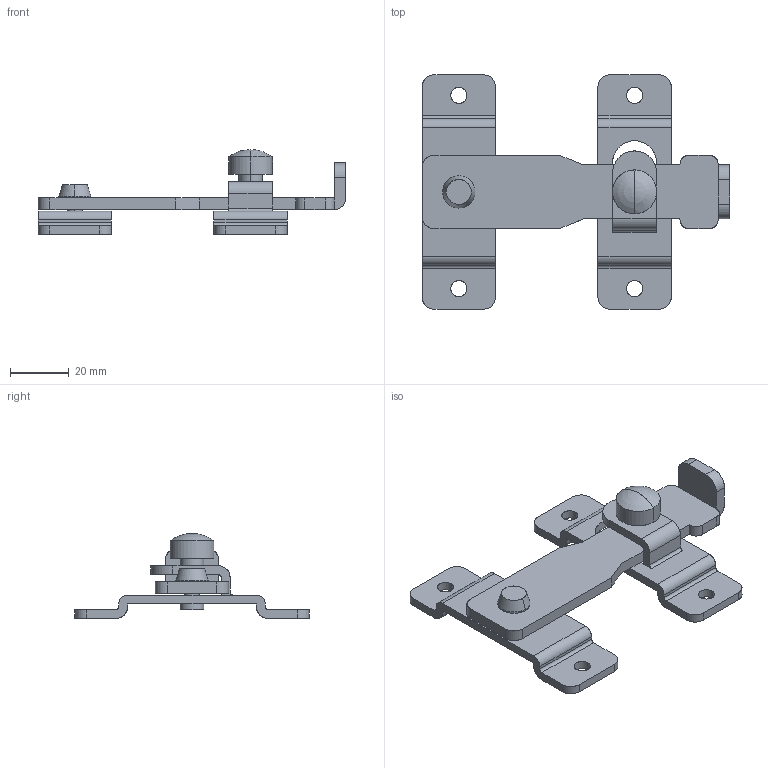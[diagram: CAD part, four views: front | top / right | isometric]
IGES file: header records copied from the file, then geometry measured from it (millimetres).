
Start section: SolidWorks IGES file using analytic representation for surfaces
Global section: file name: C-1249-2.IGS,15; native system: HSolidWorks 2007; preprocessor: SolidWorks 2007; author: nhaneda; date: 091112.171226; units: millimetre
Bounding box: 105 x 80 x 29 mm (x, y, z)
Surface area: 18034.6 mm2 (no closed solid volume)
Topology: 0 solids, 0 shells, 126 faces, 1872 edges, 1871 vertices
Faces by surface type: revolution 64, bspline 62
